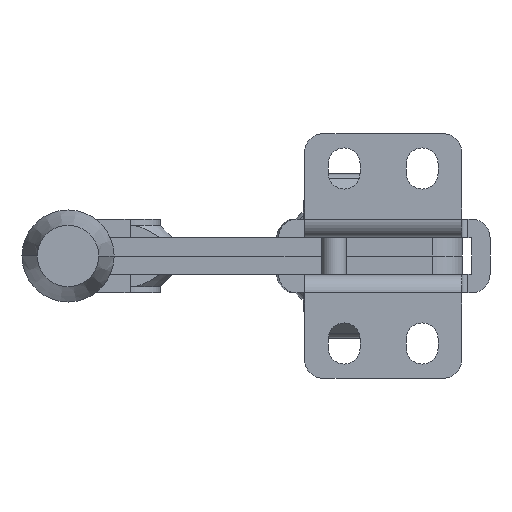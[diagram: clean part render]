
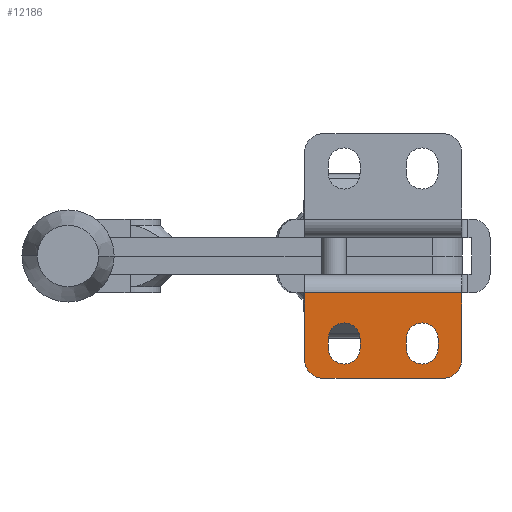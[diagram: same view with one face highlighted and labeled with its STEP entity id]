
A CAD part, front view. The second image highlights one B-rep face of the part: STEP entity #12186.
In plain terms, the highlighted planar face has unit normal (0, -1, 0).
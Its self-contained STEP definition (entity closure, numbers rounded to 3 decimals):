
#159 = CARTESIAN_POINT ( 'NONE',  ( -16.55, 0., -7.5 ) ) ;
#691 = CARTESIAN_POINT ( 'NONE',  ( -21.75, 0., -9. ) ) ;
#723 = AXIS2_PLACEMENT_3D ( 'NONE', #19885, #3942, #22582 ) ;
#764 = CARTESIAN_POINT ( 'NONE',  ( -19.15, 0., -11.6 ) ) ;
#816 = LINE ( 'NONE', #5561, #28253 ) ;
#1237 = ORIENTED_EDGE ( 'NONE', *, *, #33085, .F. ) ;
#1263 = CIRCLE ( 'NONE', #9137, 2.6 ) ;
#1295 = ORIENTED_EDGE ( 'NONE', *, *, #2228, .F. ) ;
#1449 = CIRCLE ( 'NONE', #23642, 3. ) ;
#1481 = VECTOR ( 'NONE', #11258, 1000. ) ;
#1641 = CARTESIAN_POINT ( 'NONE',  ( -9.05, 0., 0. ) ) ;
#1917 = DIRECTION ( 'NONE',  ( -1., 0., 0. ) ) ;
#1958 = CARTESIAN_POINT ( 'NONE',  ( -9.05, 0., -7.5 ) ) ;
#2169 = DIRECTION ( 'NONE',  ( -1., 0., 0. ) ) ;
#2228 = EDGE_CURVE ( 'NONE', #7302, #24153, #12839, .T. ) ;
#2967 = CIRCLE ( 'NONE', #6448, 3. ) ;
#3835 = CARTESIAN_POINT ( 'NONE',  ( -3., 0., -13.9 ) ) ;
#3837 = EDGE_LOOP ( 'NONE', ( #6243, #16423, #8387, #27278, #1237 ) ) ;
#3942 = DIRECTION ( 'NONE',  ( 0., -1., 0. ) ) ;
#4139 = VERTEX_POINT ( 'NONE', #7037 ) ;
#4177 = ORIENTED_EDGE ( 'NONE', *, *, #30523, .T. ) ;
#4217 = VERTEX_POINT ( 'NONE', #1958 ) ;
#4264 = DIRECTION ( 'NONE',  ( 0., 0., -1. ) ) ;
#4328 = VERTEX_POINT ( 'NONE', #11578 ) ;
#4396 = ORIENTED_EDGE ( 'NONE', *, *, #13359, .T. ) ;
#4580 = VECTOR ( 'NONE', #4264, 1000. ) ;
#4693 = VECTOR ( 'NONE', #30717, 1000. ) ;
#4833 = VERTEX_POINT ( 'NONE', #14406 ) ;
#4867 = VERTEX_POINT ( 'NONE', #16735 ) ;
#5561 = CARTESIAN_POINT ( 'NONE',  ( 0., 0., 0. ) ) ;
#5935 = LINE ( 'NONE', #22134, #18409 ) ;
#6181 = EDGE_CURVE ( 'NONE', #15377, #4867, #26088, .T. ) ;
#6243 = ORIENTED_EDGE ( 'NONE', *, *, #21573, .F. ) ;
#6448 = AXIS2_PLACEMENT_3D ( 'NONE', #34047, #18079, #2169 ) ;
#7037 = CARTESIAN_POINT ( 'NONE',  ( -25.6, 0., -10.9 ) ) ;
#7131 = VERTEX_POINT ( 'NONE', #18985 ) ;
#7146 = DIRECTION ( 'NONE',  ( 0., -1., 0. ) ) ;
#7285 = EDGE_CURVE ( 'NONE', #16667, #13268, #33563, .T. ) ;
#7302 = VERTEX_POINT ( 'NONE', #14545 ) ;
#7310 = CARTESIAN_POINT ( 'NONE',  ( 0., 0., 12. ) ) ;
#7611 = VERTEX_POINT ( 'NONE', #21490 ) ;
#7879 = EDGE_LOOP ( 'NONE', ( #19582, #16607, #1295, #27386, #27736 ) ) ;
#8258 = DIRECTION ( 'NONE',  ( -1., 0., 0. ) ) ;
#8387 = ORIENTED_EDGE ( 'NONE', *, *, #7285, .F. ) ;
#8451 = VECTOR ( 'NONE', #29455, 1000. ) ;
#8607 = EDGE_CURVE ( 'NONE', #4328, #4217, #20562, .T. ) ;
#8866 = EDGE_CURVE ( 'NONE', #4867, #10428, #1449, .T. ) ;
#8873 = CARTESIAN_POINT ( 'NONE',  ( -3., 0., -10.9 ) ) ;
#8881 = DIRECTION ( 'NONE',  ( 0., 0., -1. ) ) ;
#9137 = AXIS2_PLACEMENT_3D ( 'NONE', #25745, #9804, #28415 ) ;
#9289 = LINE ( 'NONE', #26763, #8451 ) ;
#9305 = AXIS2_PLACEMENT_3D ( 'NONE', #30481, #14496, #33156 ) ;
#9457 = ORIENTED_EDGE ( 'NONE', *, *, #8866, .F. ) ;
#9642 = VERTEX_POINT ( 'NONE', #17791 ) ;
#9804 = DIRECTION ( 'NONE',  ( 0., -1., 0. ) ) ;
#9993 = DIRECTION ( 'NONE',  ( 0., 1., 0. ) ) ;
#10428 = VERTEX_POINT ( 'NONE', #3835 ) ;
#10516 = ORIENTED_EDGE ( 'NONE', *, *, #21299, .F. ) ;
#11258 = DIRECTION ( 'NONE',  ( 0., 0., -1. ) ) ;
#11546 = DIRECTION ( 'NONE',  ( -1., 0., 0. ) ) ;
#11578 = CARTESIAN_POINT ( 'NONE',  ( -3.85, 0., -7.5 ) ) ;
#11717 = AXIS2_PLACEMENT_3D ( 'NONE', #7310, #9993, #28617 ) ;
#12039 = VERTEX_POINT ( 'NONE', #159 ) ;
#12059 = EDGE_CURVE ( 'NONE', #7611, #4328, #9289, .T. ) ;
#12172 = CARTESIAN_POINT ( 'NONE',  ( -22.6, 0., -13.9 ) ) ;
#12186 = ADVANCED_FACE ( 'NONE', ( #13005, #27189, #33439 ), #17910, .F. ) ;
#12515 = LINE ( 'NONE', #1641, #4580 ) ;
#12827 = DIRECTION ( 'NONE',  ( 0., -1., 0. ) ) ;
#12839 = CIRCLE ( 'NONE', #9305, 2.6 ) ;
#13005 = FACE_OUTER_BOUND ( 'NONE', #18232, .T. ) ;
#13268 = VERTEX_POINT ( 'NONE', #764 ) ;
#13359 = EDGE_CURVE ( 'NONE', #7131, #4139, #5935, .T. ) ;
#13694 = DIRECTION ( 'NONE',  ( 0., 0., -1. ) ) ;
#13910 = CARTESIAN_POINT ( 'NONE',  ( -21.75, 0., 0. ) ) ;
#14406 = CARTESIAN_POINT ( 'NONE',  ( -16.55, 0., -9. ) ) ;
#14496 = DIRECTION ( 'NONE',  ( 0., -1., 0. ) ) ;
#14545 = CARTESIAN_POINT ( 'NONE',  ( -9.05, 0., -9. ) ) ;
#15377 = VERTEX_POINT ( 'NONE', #29502 ) ;
#16423 = ORIENTED_EDGE ( 'NONE', *, *, #25421, .F. ) ;
#16607 = ORIENTED_EDGE ( 'NONE', *, *, #21220, .F. ) ;
#16667 = VERTEX_POINT ( 'NONE', #691 ) ;
#16735 = CARTESIAN_POINT ( 'NONE',  ( 0., 0., -10.9 ) ) ;
#17353 = CIRCLE ( 'NONE', #26588, 2.6 ) ;
#17370 = ORIENTED_EDGE ( 'NONE', *, *, #17488, .T. ) ;
#17481 = ORIENTED_EDGE ( 'NONE', *, *, #6181, .F. ) ;
#17488 = EDGE_CURVE ( 'NONE', #15377, #7131, #816, .T. ) ;
#17791 = CARTESIAN_POINT ( 'NONE',  ( -21.75, 0., -7.5 ) ) ;
#17812 = DIRECTION ( 'NONE',  ( 0., -1., 0. ) ) ;
#17910 = PLANE ( 'NONE',  #11717 ) ;
#18079 = DIRECTION ( 'NONE',  ( 0., 1., 0. ) ) ;
#18232 = EDGE_LOOP ( 'NONE', ( #17481, #17370, #4396, #10516, #4177, #9457 ) ) ;
#18409 = VECTOR ( 'NONE', #8881, 1000. ) ;
#18985 = CARTESIAN_POINT ( 'NONE',  ( -25.6, 0., 0. ) ) ;
#19204 = VECTOR ( 'NONE', #22598, 1000. ) ;
#19582 = ORIENTED_EDGE ( 'NONE', *, *, #12059, .F. ) ;
#19885 = CARTESIAN_POINT ( 'NONE',  ( -19.15, 0., -9. ) ) ;
#19901 = CARTESIAN_POINT ( 'NONE',  ( -16.55, 0., 0. ) ) ;
#20562 = CIRCLE ( 'NONE', #33271, 2.6 ) ;
#21112 = VERTEX_POINT ( 'NONE', #12172 ) ;
#21220 = EDGE_CURVE ( 'NONE', #24153, #7611, #25049, .T. ) ;
#21299 = EDGE_CURVE ( 'NONE', #21112, #4139, #2967, .T. ) ;
#21490 = CARTESIAN_POINT ( 'NONE',  ( -3.85, 0., -9. ) ) ;
#21573 = EDGE_CURVE ( 'NONE', #4833, #12039, #28795, .T. ) ;
#22134 = CARTESIAN_POINT ( 'NONE',  ( -25.6, 0., 12. ) ) ;
#22582 = DIRECTION ( 'NONE',  ( -1., 0., 0. ) ) ;
#22598 = DIRECTION ( 'NONE',  ( 0., 0., 1. ) ) ;
#22677 = LINE ( 'NONE', #13910, #1481 ) ;
#22771 = CARTESIAN_POINT ( 'NONE',  ( 0., 0., -13.9 ) ) ;
#23101 = CARTESIAN_POINT ( 'NONE',  ( -6.45, 0., -9. ) ) ;
#23642 = AXIS2_PLACEMENT_3D ( 'NONE', #8873, #27488, #11546 ) ;
#24153 = VERTEX_POINT ( 'NONE', #31224 ) ;
#25049 = CIRCLE ( 'NONE', #33903, 2.6 ) ;
#25421 = EDGE_CURVE ( 'NONE', #13268, #4833, #17353, .T. ) ;
#25745 = CARTESIAN_POINT ( 'NONE',  ( -19.15, 0., -7.5 ) ) ;
#25792 = DIRECTION ( 'NONE',  ( -1., 0., 0. ) ) ;
#26088 = LINE ( 'NONE', #29670, #31529 ) ;
#26588 = AXIS2_PLACEMENT_3D ( 'NONE', #33789, #17812, #1917 ) ;
#26763 = CARTESIAN_POINT ( 'NONE',  ( -3.85, 0., 0. ) ) ;
#27189 = FACE_BOUND ( 'NONE', #3837, .T. ) ;
#27278 = ORIENTED_EDGE ( 'NONE', *, *, #29234, .F. ) ;
#27386 = ORIENTED_EDGE ( 'NONE', *, *, #32222, .F. ) ;
#27488 = DIRECTION ( 'NONE',  ( 0., 1., 0. ) ) ;
#27736 = ORIENTED_EDGE ( 'NONE', *, *, #8607, .F. ) ;
#28253 = VECTOR ( 'NONE', #8258, 1000. ) ;
#28415 = DIRECTION ( 'NONE',  ( -1., 0., 0. ) ) ;
#28617 = DIRECTION ( 'NONE',  ( -1., 0., 0. ) ) ;
#28781 = CARTESIAN_POINT ( 'NONE',  ( -6.45, 0., -7.5 ) ) ;
#28795 = LINE ( 'NONE', #19901, #19204 ) ;
#29234 = EDGE_CURVE ( 'NONE', #9642, #16667, #22677, .T. ) ;
#29455 = DIRECTION ( 'NONE',  ( 0., 0., 1. ) ) ;
#29502 = CARTESIAN_POINT ( 'NONE',  ( 0., 0., 0. ) ) ;
#29670 = CARTESIAN_POINT ( 'NONE',  ( 0., 0., 12. ) ) ;
#30481 = CARTESIAN_POINT ( 'NONE',  ( -6.45, 0., -9. ) ) ;
#30523 = EDGE_CURVE ( 'NONE', #21112, #10428, #32230, .T. ) ;
#30717 = DIRECTION ( 'NONE',  ( 1., 0., 0. ) ) ;
#31224 = CARTESIAN_POINT ( 'NONE',  ( -6.45, 0., -11.6 ) ) ;
#31471 = DIRECTION ( 'NONE',  ( -1., 0., 0. ) ) ;
#31529 = VECTOR ( 'NONE', #13694, 1000. ) ;
#32222 = EDGE_CURVE ( 'NONE', #4217, #7302, #12515, .T. ) ;
#32230 = LINE ( 'NONE', #22771, #4693 ) ;
#33085 = EDGE_CURVE ( 'NONE', #12039, #9642, #1263, .T. ) ;
#33156 = DIRECTION ( 'NONE',  ( -1., 0., 0. ) ) ;
#33271 = AXIS2_PLACEMENT_3D ( 'NONE', #28781, #12827, #31471 ) ;
#33439 = FACE_BOUND ( 'NONE', #7879, .T. ) ;
#33563 = CIRCLE ( 'NONE', #723, 2.6 ) ;
#33789 = CARTESIAN_POINT ( 'NONE',  ( -19.15, 0., -9. ) ) ;
#33903 = AXIS2_PLACEMENT_3D ( 'NONE', #23101, #7146, #25792 ) ;
#34047 = CARTESIAN_POINT ( 'NONE',  ( -22.6, 0., -10.9 ) ) ;
